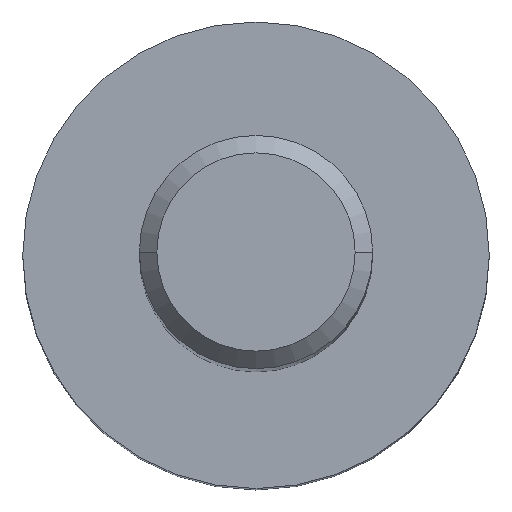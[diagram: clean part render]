
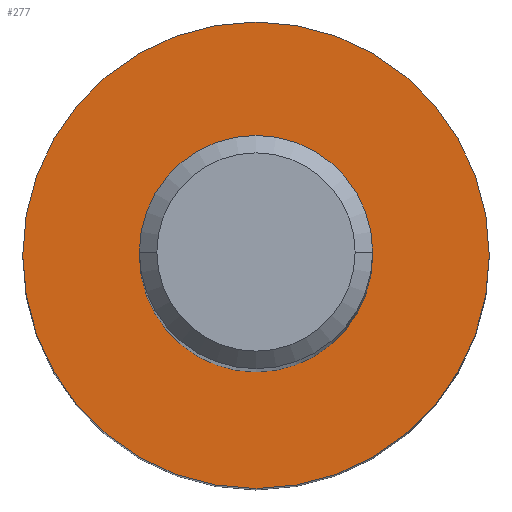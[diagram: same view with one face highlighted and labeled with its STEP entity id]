
A CAD part, top view. The second image highlights one B-rep face of the part: STEP entity #277.
In plain terms, the highlighted planar face has unit normal (0, 0, 1).
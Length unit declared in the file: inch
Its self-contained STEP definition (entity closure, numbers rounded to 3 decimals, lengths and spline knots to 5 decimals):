
#2 = DIRECTION ( 'NONE',  ( -1., 0., 0. ) ) ;
#22 = VERTEX_POINT ( 'NONE', #244 ) ;
#25 = CIRCLE ( 'NONE', #212, 0.125 ) ;
#39 = EDGE_CURVE ( 'NONE', #66, #22, #247, .T. ) ;
#41 = DIRECTION ( 'NONE',  ( 1., 0., 0. ) ) ;
#45 = EDGE_CURVE ( 'NONE', #22, #66, #25, .T. ) ;
#66 = VERTEX_POINT ( 'NONE', #295 ) ;
#85 = PLANE ( 'NONE',  #318 ) ;
#86 = DIRECTION ( 'NONE',  ( 0., 0., 1. ) ) ;
#95 = EDGE_LOOP ( 'NONE', ( #222, #224 ) ) ;
#110 = CARTESIAN_POINT ( 'NONE',  ( 0., 0., -1. ) ) ;
#140 = CARTESIAN_POINT ( 'NONE',  ( 0., 0., -1. ) ) ;
#164 = DIRECTION ( 'NONE',  ( 0., 0., -1. ) ) ;
#191 = DIRECTION ( 'NONE',  ( 0., 0., 1. ) ) ;
#212 = AXIS2_PLACEMENT_3D ( 'NONE', #140, #86, #271 ) ;
#222 = ORIENTED_EDGE ( 'NONE', *, *, #45, .T. ) ;
#224 = ORIENTED_EDGE ( 'NONE', *, *, #39, .T. ) ;
#244 = CARTESIAN_POINT ( 'NONE',  ( 0.125, 0., -1. ) ) ;
#247 = CIRCLE ( 'NONE', #311, 0.125 ) ;
#271 = DIRECTION ( 'NONE',  ( 1., 0., 0. ) ) ;
#273 = CARTESIAN_POINT ( 'NONE',  ( 0., 0., -1. ) ) ;
#277 = ADVANCED_FACE ( 'NONE', ( #320 ), #85, .F. ) ;
#295 = CARTESIAN_POINT ( 'NONE',  ( -0.125, 0., -1. ) ) ;
#311 = AXIS2_PLACEMENT_3D ( 'NONE', #273, #191, #41 ) ;
#318 = AXIS2_PLACEMENT_3D ( 'NONE', #110, #164, #2 ) ;
#320 = FACE_OUTER_BOUND ( 'NONE', #95, .T. ) ;
